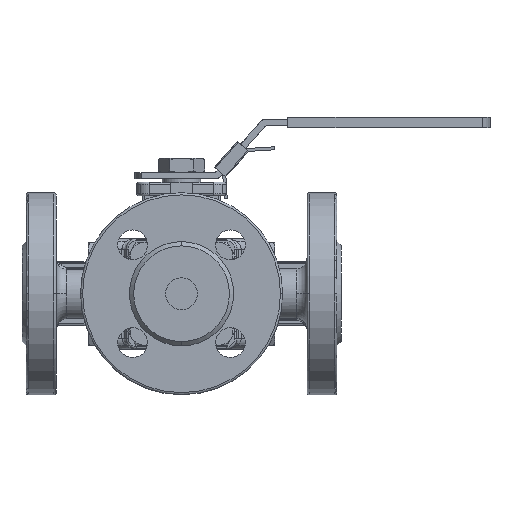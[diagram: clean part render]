
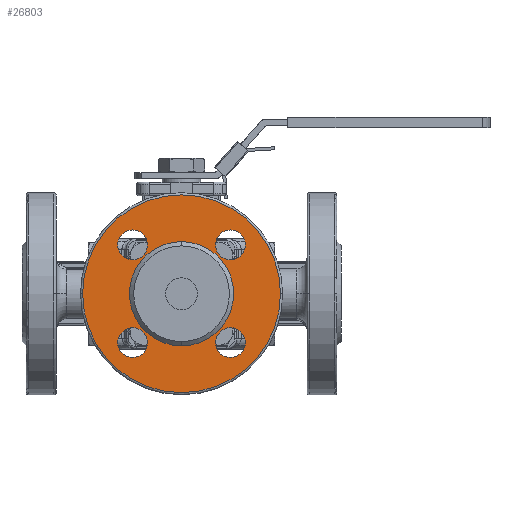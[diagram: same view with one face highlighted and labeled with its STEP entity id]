
A CAD part, front view. The second image highlights one B-rep face of the part: STEP entity #26803.
In plain terms, the highlighted planar face has unit normal (0, -1, 0).
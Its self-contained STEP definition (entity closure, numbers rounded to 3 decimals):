
#25997=CARTESIAN_POINT('',(0.,-73.,-24.5));
#25998=VERTEX_POINT('',#25997);
#26005=CARTESIAN_POINT('',(0.,-73.,24.5));
#26006=VERTEX_POINT('',#26005);
#26007=CARTESIAN_POINT('',(0.,-73.,-0.));
#26008=DIRECTION('',(-0.,1.,0.));
#26009=DIRECTION('',(-0.,0.,-1.));
#26010=AXIS2_PLACEMENT_3D('',#26007,#26008,#26009);
#26011=CIRCLE('',#26010,24.5);
#26012=EDGE_CURVE('',#26006,#25998,#26011,.T.);
#26145=CARTESIAN_POINT('',(15.981,-73.,-22.981));
#26146=VERTEX_POINT('',#26145);
#26164=CARTESIAN_POINT('',(29.981,-73.,-22.981));
#26165=VERTEX_POINT('',#26164);
#26172=CARTESIAN_POINT('',(22.981,-73.,-22.981));
#26173=DIRECTION('',(-0.,1.,0.));
#26174=DIRECTION('',(-1.,-0.,0.));
#26175=AXIS2_PLACEMENT_3D('',#26172,#26173,#26174);
#26176=CIRCLE('',#26175,7.);
#26177=EDGE_CURVE('',#26146,#26165,#26176,.T.);
#26187=CARTESIAN_POINT('',(-29.981,-73.,-22.981));
#26188=VERTEX_POINT('',#26187);
#26206=CARTESIAN_POINT('',(-15.981,-73.,-22.981));
#26207=VERTEX_POINT('',#26206);
#26214=CARTESIAN_POINT('',(-22.981,-73.,-22.981));
#26215=DIRECTION('',(-0.,1.,0.));
#26216=DIRECTION('',(-1.,-0.,0.));
#26217=AXIS2_PLACEMENT_3D('',#26214,#26215,#26216);
#26218=CIRCLE('',#26217,7.);
#26219=EDGE_CURVE('',#26188,#26207,#26218,.T.);
#26229=CARTESIAN_POINT('',(-29.981,-73.,22.981));
#26230=VERTEX_POINT('',#26229);
#26248=CARTESIAN_POINT('',(-15.981,-73.,22.981));
#26249=VERTEX_POINT('',#26248);
#26256=CARTESIAN_POINT('',(-22.981,-73.,22.981));
#26257=DIRECTION('',(-0.,1.,0.));
#26258=DIRECTION('',(-1.,-0.,0.));
#26259=AXIS2_PLACEMENT_3D('',#26256,#26257,#26258);
#26260=CIRCLE('',#26259,7.);
#26261=EDGE_CURVE('',#26230,#26249,#26260,.T.);
#26271=CARTESIAN_POINT('',(15.981,-73.,22.981));
#26272=VERTEX_POINT('',#26271);
#26290=CARTESIAN_POINT('',(29.981,-73.,22.981));
#26291=VERTEX_POINT('',#26290);
#26298=CARTESIAN_POINT('',(22.981,-73.,22.981));
#26299=DIRECTION('',(-0.,1.,0.));
#26300=DIRECTION('',(-1.,-0.,0.));
#26301=AXIS2_PLACEMENT_3D('',#26298,#26299,#26300);
#26302=CIRCLE('',#26301,7.);
#26303=EDGE_CURVE('',#26272,#26291,#26302,.T.);
#26728=CARTESIAN_POINT('',(0.,-73.,-36.));
#26729=DIRECTION('',(0.,-1.,-0.));
#26730=DIRECTION('',(0.,0.,-1.));
#26731=AXIS2_PLACEMENT_3D('',#26728,#26729,#26730);
#26732=PLANE('',#26731);
#26733=CARTESIAN_POINT('',(-46.5,-73.,-0.));
#26734=VERTEX_POINT('',#26733);
#26735=CARTESIAN_POINT('',(46.5,-73.,-0.));
#26736=VERTEX_POINT('',#26735);
#26737=CARTESIAN_POINT('',(0.,-73.,-0.));
#26738=DIRECTION('',(-0.,1.,0.));
#26739=DIRECTION('',(1.,0.,-0.));
#26740=AXIS2_PLACEMENT_3D('',#26737,#26738,#26739);
#26741=CIRCLE('',#26740,46.5);
#26742=EDGE_CURVE('',#26734,#26736,#26741,.T.);
#26743=ORIENTED_EDGE('',*,*,#26742,.F.);
#26744=CARTESIAN_POINT('',(0.,-73.,-0.));
#26745=DIRECTION('',(-0.,1.,0.));
#26746=DIRECTION('',(1.,0.,-0.));
#26747=AXIS2_PLACEMENT_3D('',#26744,#26745,#26746);
#26748=CIRCLE('',#26747,46.5);
#26749=EDGE_CURVE('',#26736,#26734,#26748,.T.);
#26750=ORIENTED_EDGE('',*,*,#26749,.F.);
#26751=EDGE_LOOP('',(#26743,#26750));
#26752=FACE_BOUND('',#26751,.T.);
#26753=ORIENTED_EDGE('',*,*,#26012,.T.);
#26754=CARTESIAN_POINT('',(0.,-73.,-0.));
#26755=DIRECTION('',(-0.,1.,0.));
#26756=DIRECTION('',(-0.,0.,-1.));
#26757=AXIS2_PLACEMENT_3D('',#26754,#26755,#26756);
#26758=CIRCLE('',#26757,24.5);
#26759=EDGE_CURVE('',#25998,#26006,#26758,.T.);
#26760=ORIENTED_EDGE('',*,*,#26759,.T.);
#26761=EDGE_LOOP('',(#26753,#26760));
#26762=FACE_BOUND('',#26761,.T.);
#26763=CARTESIAN_POINT('',(22.981,-73.,-22.981));
#26764=DIRECTION('',(-0.,1.,0.));
#26765=DIRECTION('',(-1.,-0.,0.));
#26766=AXIS2_PLACEMENT_3D('',#26763,#26764,#26765);
#26767=CIRCLE('',#26766,7.);
#26768=EDGE_CURVE('',#26165,#26146,#26767,.T.);
#26769=ORIENTED_EDGE('',*,*,#26768,.T.);
#26770=ORIENTED_EDGE('',*,*,#26177,.T.);
#26771=EDGE_LOOP('',(#26769,#26770));
#26772=FACE_BOUND('',#26771,.T.);
#26773=CARTESIAN_POINT('',(-22.981,-73.,-22.981));
#26774=DIRECTION('',(-0.,1.,0.));
#26775=DIRECTION('',(-1.,-0.,0.));
#26776=AXIS2_PLACEMENT_3D('',#26773,#26774,#26775);
#26777=CIRCLE('',#26776,7.);
#26778=EDGE_CURVE('',#26207,#26188,#26777,.T.);
#26779=ORIENTED_EDGE('',*,*,#26778,.T.);
#26780=ORIENTED_EDGE('',*,*,#26219,.T.);
#26781=EDGE_LOOP('',(#26779,#26780));
#26782=FACE_BOUND('',#26781,.T.);
#26783=CARTESIAN_POINT('',(-22.981,-73.,22.981));
#26784=DIRECTION('',(-0.,1.,0.));
#26785=DIRECTION('',(-1.,-0.,0.));
#26786=AXIS2_PLACEMENT_3D('',#26783,#26784,#26785);
#26787=CIRCLE('',#26786,7.);
#26788=EDGE_CURVE('',#26249,#26230,#26787,.T.);
#26789=ORIENTED_EDGE('',*,*,#26788,.T.);
#26790=ORIENTED_EDGE('',*,*,#26261,.T.);
#26791=EDGE_LOOP('',(#26789,#26790));
#26792=FACE_BOUND('',#26791,.T.);
#26793=CARTESIAN_POINT('',(22.981,-73.,22.981));
#26794=DIRECTION('',(-0.,1.,0.));
#26795=DIRECTION('',(-1.,-0.,0.));
#26796=AXIS2_PLACEMENT_3D('',#26793,#26794,#26795);
#26797=CIRCLE('',#26796,7.);
#26798=EDGE_CURVE('',#26291,#26272,#26797,.T.);
#26799=ORIENTED_EDGE('',*,*,#26798,.T.);
#26800=ORIENTED_EDGE('',*,*,#26303,.T.);
#26801=EDGE_LOOP('',(#26799,#26800));
#26802=FACE_BOUND('',#26801,.T.);
#26803=ADVANCED_FACE('',(#26752,#26762,#26772,#26782,#26792,#26802),#26732,.T.);
